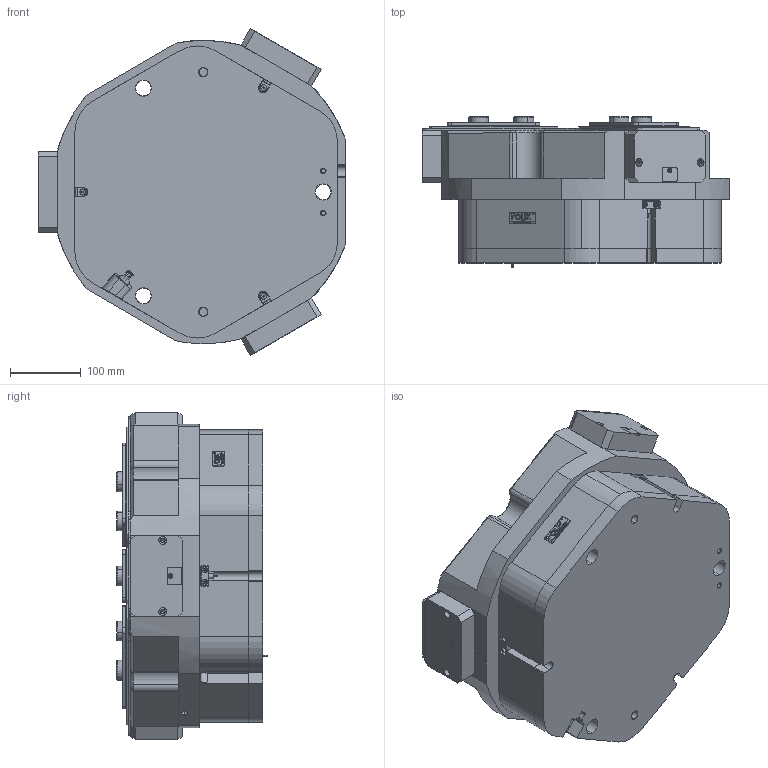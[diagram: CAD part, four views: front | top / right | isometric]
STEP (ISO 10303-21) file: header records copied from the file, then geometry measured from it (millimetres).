
FILE_DESCRIPTION (( 'STEP AP203' ), '1' );
FILE_NAME ('FZ290-430-S-P.STEP', '2024-12-20T08:17:00', ( 'USER-' ), ( 'Microsoft' ), 'SwSTEP 2.0', 'SolidWorks 2018', '' );
FILE_SCHEMA (( 'CONFIG_CONTROL_DESIGN' ));
Length unit declared in the file: millimetre
Products named in the file (16): TZT290-430-M-01 褲极; 42x16-R2.5; TZT290-430-M-11 奻葡裔啣; 昹親棠覜羲壽; TZT290-430-S-14 忒硌薊啣; FZ290-430-S-P; TZT290-430-M-12 耜猾极; TR300-15-1晚假蚾輸; ﾏ擎ﾗ28｡ﾁ22｡ﾁ25; 电容传感器; TZT185-292-M-15 耜猾苤裔; TZT290-430-S-02 賑輸1; FZ290-430-S; TZT290-430-S-13 痄雄結啣; 湮酴; TZT290-430-M-05 菁裔啣
Assembly tree (37 placements, depth 3):
  FZ290-430-S-P
    FZ290-430-S
      TZT290-430-M-01 褲极
      TZT290-430-M-05 菁裔啣
      42x16-R2.5
      湮酴  x3
      电容传感器  x3
      TZT290-430-S-02 賑輸1  x3
      昹親棠覜羲壽  x2
      TR300-15-1晚假蚾輸  x3
    TZT290-430-M-11 奻葡裔啣
    TZT290-430-S-13 痄雄結啣  x3
    TZT290-430-S-14 忒硌薊啣  x3
    TZT290-430-M-12 耜猾极  x3
    ﾏ擎ﾗ28｡ﾁ22｡ﾁ25  x6
    TZT185-292-M-15 耜猾苤裔  x3
Bounding box: 436 x 212.98 x 463.3 mm (x, y, z)
Volume: 23030679.1 mm3; surface area: 1500813.2 mm2
Topology: 36 solids, 46 shells, 2251 faces, 5775 edges, 3650 vertices
Faces by surface type: plane 1059, cylinder 686, cone 337, bspline 157, torus 12
Entity records: 55411 total; most frequent: CARTESIAN_POINT 15036, ORIENTED_EDGE 8022, DIRECTION 7655, EDGE_CURVE 4011, LINE 2583, VECTOR 2583, VERTEX_POINT 2580, AXIS2_PLACEMENT_3D 2536
